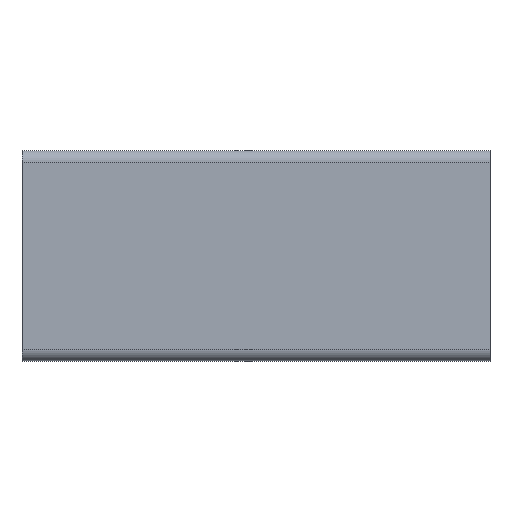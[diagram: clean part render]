
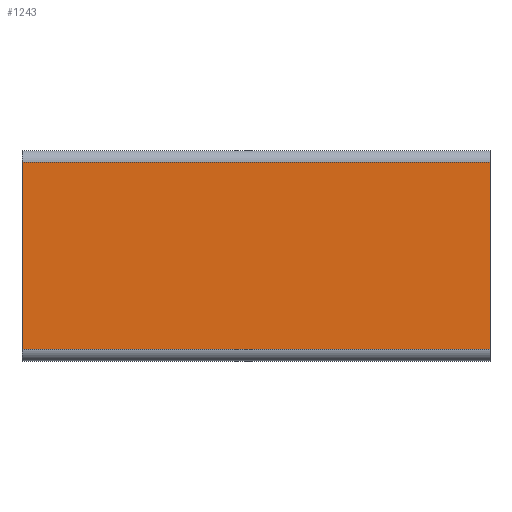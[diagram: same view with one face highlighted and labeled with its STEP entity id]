
A CAD part, top view. The second image highlights one B-rep face of the part: STEP entity #1243.
In plain terms, the highlighted planar face has unit normal (0, 0, 1).
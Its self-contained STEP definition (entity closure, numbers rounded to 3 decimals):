
#29 = PLANE ( 'NONE',  #3176 ) ;
#79 = EDGE_CURVE ( 'NONE', #3751, #3556, #2641, .T. ) ;
#191 = VECTOR ( 'NONE', #5705, 1000. ) ;
#486 = VERTEX_POINT ( 'NONE', #737 ) ;
#513 = DIRECTION ( 'NONE',  ( 0., 0., -1. ) ) ;
#520 = VECTOR ( 'NONE', #2306, 1000. ) ;
#737 = CARTESIAN_POINT ( 'NONE',  ( 59.184, 74.898, 22.5 ) ) ;
#790 = ORIENTED_EDGE ( 'NONE', *, *, #5701, .T. ) ;
#974 = LINE ( 'NONE', #3695, #3855 ) ;
#1243 = ADVANCED_FACE ( 'NONE', ( #4864 ), #29, .F. ) ;
#1800 = DIRECTION ( 'NONE',  ( -1., 0., 0. ) ) ;
#2007 = CARTESIAN_POINT ( 'NONE',  ( -40.816, 34.898, 22.5 ) ) ;
#2046 = ORIENTED_EDGE ( 'NONE', *, *, #2585, .F. ) ;
#2187 = CARTESIAN_POINT ( 'NONE',  ( 59.184, 34.898, 22.5 ) ) ;
#2306 = DIRECTION ( 'NONE',  ( 0., -1., 0. ) ) ;
#2585 = EDGE_CURVE ( 'NONE', #486, #3751, #2749, .T. ) ;
#2592 = LINE ( 'NONE', #3407, #5939 ) ;
#2641 = LINE ( 'NONE', #5162, #191 ) ;
#2749 = LINE ( 'NONE', #4543, #520 ) ;
#2934 = DIRECTION ( 'NONE',  ( 0., -1., 0. ) ) ;
#3176 = AXIS2_PLACEMENT_3D ( 'NONE', #3819, #513, #4829 ) ;
#3209 = CARTESIAN_POINT ( 'NONE',  ( -40.816, 74.898, 22.5 ) ) ;
#3285 = EDGE_LOOP ( 'NONE', ( #5937, #4722, #2046, #790 ) ) ;
#3407 = CARTESIAN_POINT ( 'NONE',  ( -40.816, 74.898, 22.5 ) ) ;
#3556 = VERTEX_POINT ( 'NONE', #2007 ) ;
#3695 = CARTESIAN_POINT ( 'NONE',  ( 59.184, 74.898, 22.5 ) ) ;
#3751 = VERTEX_POINT ( 'NONE', #2187 ) ;
#3819 = CARTESIAN_POINT ( 'NONE',  ( 59.184, 74.898, 22.5 ) ) ;
#3855 = VECTOR ( 'NONE', #1800, 1000. ) ;
#4201 = EDGE_CURVE ( 'NONE', #4510, #3556, #2592, .T. ) ;
#4510 = VERTEX_POINT ( 'NONE', #3209 ) ;
#4543 = CARTESIAN_POINT ( 'NONE',  ( 59.184, 74.898, 22.5 ) ) ;
#4722 = ORIENTED_EDGE ( 'NONE', *, *, #79, .F. ) ;
#4829 = DIRECTION ( 'NONE',  ( -1., 0., 0. ) ) ;
#4864 = FACE_OUTER_BOUND ( 'NONE', #3285, .T. ) ;
#5162 = CARTESIAN_POINT ( 'NONE',  ( 59.184, 34.898, 22.5 ) ) ;
#5701 = EDGE_CURVE ( 'NONE', #486, #4510, #974, .T. ) ;
#5705 = DIRECTION ( 'NONE',  ( -1., 0., 0. ) ) ;
#5937 = ORIENTED_EDGE ( 'NONE', *, *, #4201, .T. ) ;
#5939 = VECTOR ( 'NONE', #2934, 1000. ) ;
